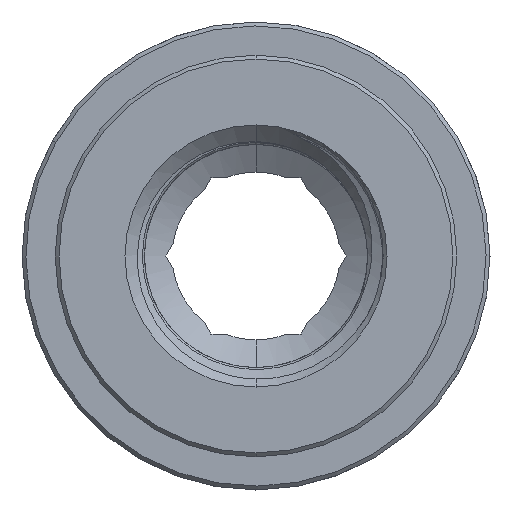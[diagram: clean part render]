
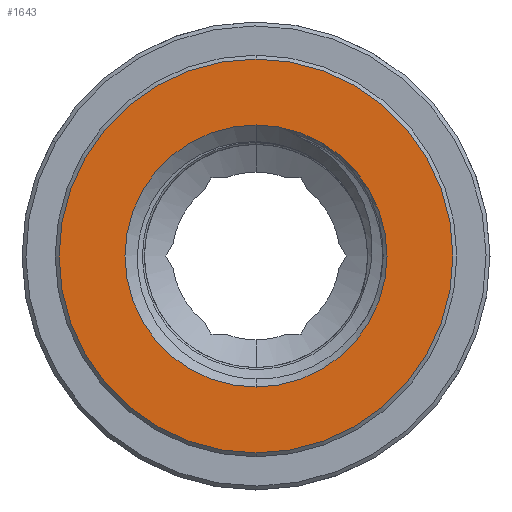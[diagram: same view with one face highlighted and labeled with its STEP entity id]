
A CAD part, front view. The second image highlights one B-rep face of the part: STEP entity #1643.
In plain terms, the highlighted planar face has unit normal (0, -1, 0).
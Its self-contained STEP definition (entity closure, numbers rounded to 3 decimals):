
#197 = CIRCLE ( 'NONE', #2695, 10.1 ) ;
#214 = CARTESIAN_POINT ( 'NONE',  ( 0., 0., 10.1 ) ) ;
#747 = AXIS2_PLACEMENT_3D ( 'NONE', #2274, #8699, #8648 ) ;
#792 = CARTESIAN_POINT ( 'NONE',  ( 0., 0., 0. ) ) ;
#1142 = EDGE_CURVE ( 'NONE', #7782, #6034, #3825, .T. ) ;
#1643 = ADVANCED_FACE ( 'NONE', ( #9187, #10314 ), #10127, .F. ) ;
#2061 = EDGE_CURVE ( 'NONE', #6034, #7782, #4163, .T. ) ;
#2274 = CARTESIAN_POINT ( 'NONE',  ( 0., 0., 0. ) ) ;
#2426 = CARTESIAN_POINT ( 'NONE',  ( 0., 0., 6.72 ) ) ;
#2655 = AXIS2_PLACEMENT_3D ( 'NONE', #4756, #7070, #4899 ) ;
#2695 = AXIS2_PLACEMENT_3D ( 'NONE', #792, #9267, #3230 ) ;
#3230 = DIRECTION ( 'NONE',  ( 0., 0., -1. ) ) ;
#3825 = CIRCLE ( 'NONE', #2655, 6.72 ) ;
#4163 = CIRCLE ( 'NONE', #5522, 6.72 ) ;
#4225 = CARTESIAN_POINT ( 'NONE',  ( 0., 0., -6.72 ) ) ;
#4256 = DIRECTION ( 'NONE',  ( 0., -1., 0. ) ) ;
#4387 = CARTESIAN_POINT ( 'NONE',  ( -6.72, 0., 0. ) ) ;
#4415 = CIRCLE ( 'NONE', #747, 10.1 ) ;
#4756 = CARTESIAN_POINT ( 'NONE',  ( 0., 0., 0. ) ) ;
#4899 = DIRECTION ( 'NONE',  ( 0., 0., -1. ) ) ;
#5398 = EDGE_LOOP ( 'NONE', ( #9598, #6691 ) ) ;
#5477 = AXIS2_PLACEMENT_3D ( 'NONE', #4387, #6364, #7746 ) ;
#5522 = AXIS2_PLACEMENT_3D ( 'NONE', #6043, #4256, #9161 ) ;
#5759 = EDGE_LOOP ( 'NONE', ( #6131, #10063 ) ) ;
#5886 = EDGE_CURVE ( 'NONE', #6381, #8327, #4415, .T. ) ;
#6034 = VERTEX_POINT ( 'NONE', #2426 ) ;
#6043 = CARTESIAN_POINT ( 'NONE',  ( 0., 0., 0. ) ) ;
#6131 = ORIENTED_EDGE ( 'NONE', *, *, #1142, .F. ) ;
#6364 = DIRECTION ( 'NONE',  ( 0., 1., 0. ) ) ;
#6381 = VERTEX_POINT ( 'NONE', #214 ) ;
#6691 = ORIENTED_EDGE ( 'NONE', *, *, #8499, .T. ) ;
#7070 = DIRECTION ( 'NONE',  ( 0., -1., 0. ) ) ;
#7746 = DIRECTION ( 'NONE',  ( 0., 0., 1. ) ) ;
#7782 = VERTEX_POINT ( 'NONE', #4225 ) ;
#8327 = VERTEX_POINT ( 'NONE', #9885 ) ;
#8499 = EDGE_CURVE ( 'NONE', #8327, #6381, #197, .T. ) ;
#8648 = DIRECTION ( 'NONE',  ( 0., 0., -1. ) ) ;
#8699 = DIRECTION ( 'NONE',  ( 0., -1., 0. ) ) ;
#9161 = DIRECTION ( 'NONE',  ( 0., 0., -1. ) ) ;
#9187 = FACE_BOUND ( 'NONE', #5759, .T. ) ;
#9267 = DIRECTION ( 'NONE',  ( 0., -1., 0. ) ) ;
#9598 = ORIENTED_EDGE ( 'NONE', *, *, #5886, .T. ) ;
#9885 = CARTESIAN_POINT ( 'NONE',  ( 0., 0., -10.1 ) ) ;
#10063 = ORIENTED_EDGE ( 'NONE', *, *, #2061, .F. ) ;
#10127 = PLANE ( 'NONE',  #5477 ) ;
#10314 = FACE_OUTER_BOUND ( 'NONE', #5398, .T. ) ;
